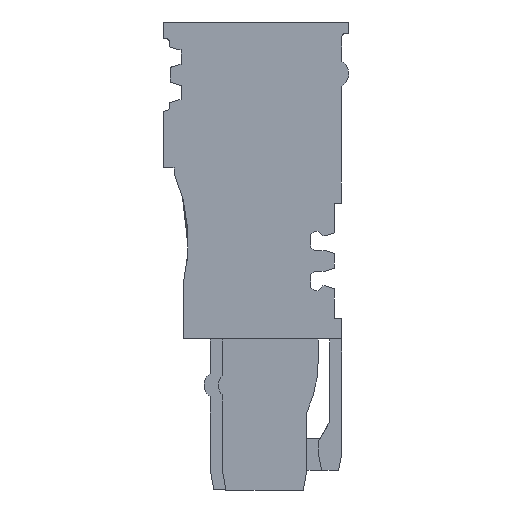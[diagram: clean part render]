
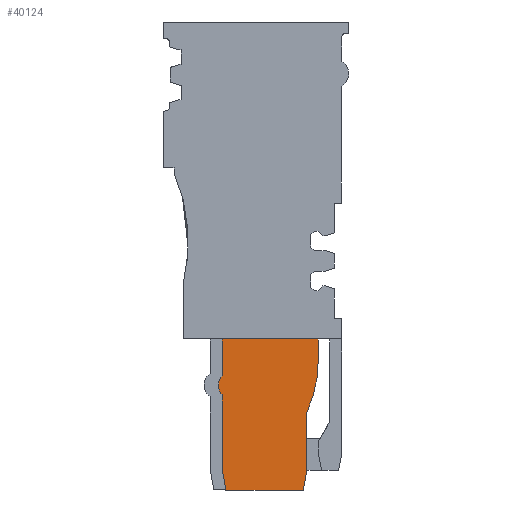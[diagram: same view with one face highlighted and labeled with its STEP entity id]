
A CAD part, left-side view. The second image highlights one B-rep face of the part: STEP entity #40124.
In plain terms, the highlighted planar face has unit normal (-1, 0, 0).
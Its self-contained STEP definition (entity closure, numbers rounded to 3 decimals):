
#40049=AXIS2_PLACEMENT_3D('Plane Axis2P3D',#40046,#40047,#40048) ;
#40062=AXIS2_PLACEMENT_3D('Circle Axis2P3D',#40060,#40061,$) ;
#40104=AXIS2_PLACEMENT_3D('Circle Axis2P3D',#40102,#40103,$) ;
#40015=CARTESIAN_POINT('Vertex',(0.7,2.65,13.15)) ;
#40020=CARTESIAN_POINT('Line Origine',(0.7,2.65,12.244)) ;
#40024=CARTESIAN_POINT('Vertex',(0.7,2.65,11.337)) ;
#40046=CARTESIAN_POINT('Axis2P3D Location',(0.7,13.686,11.345)) ;
#40051=CARTESIAN_POINT('Line Origine',(0.7,11.,11.561)) ;
#40055=CARTESIAN_POINT('Vertex',(0.7,11.,13.15)) ;
#40057=CARTESIAN_POINT('Vertex',(0.7,11.,9.972)) ;
#40060=CARTESIAN_POINT('Axis2P3D Location',(0.7,10.15,9.125)) ;
#40064=CARTESIAN_POINT('Vertex',(0.7,11.,8.278)) ;
#40067=CARTESIAN_POINT('Line Origine',(0.7,11.,4.972)) ;
#40071=CARTESIAN_POINT('Vertex',(0.7,11.,1.666)) ;
#40074=CARTESIAN_POINT('Line Origine',(0.7,10.853,0.833)) ;
#40078=CARTESIAN_POINT('Vertex',(0.7,10.706,0.)) ;
#40081=CARTESIAN_POINT('Line Origine',(0.7,7.328,0.)) ;
#40085=CARTESIAN_POINT('Vertex',(0.7,3.95,0.)) ;
#40088=CARTESIAN_POINT('Line Origine',(0.7,3.8,0.851)) ;
#40092=CARTESIAN_POINT('Vertex',(0.7,3.65,1.701)) ;
#40095=CARTESIAN_POINT('Line Origine',(0.7,3.65,4.228)) ;
#40099=CARTESIAN_POINT('Vertex',(0.7,3.65,6.755)) ;
#40102=CARTESIAN_POINT('Axis2P3D Location',(0.7,13.686,11.345)) ;
#40107=CARTESIAN_POINT('Line Origine',(0.7,6.825,13.15)) ;
#40021=DIRECTION('Vector Direction',(0.,0.,-1.)) ;
#40047=DIRECTION('Axis2P3D Direction',(1.,-0.,0.)) ;
#40048=DIRECTION('Axis2P3D XDirection',(0.,0.,-1.)) ;
#40052=DIRECTION('Vector Direction',(0.,0.,-1.)) ;
#40061=DIRECTION('Axis2P3D Direction',(1.,-0.,0.)) ;
#40068=DIRECTION('Vector Direction',(0.,0.,-1.)) ;
#40075=DIRECTION('Vector Direction',(0.,-0.174,-0.985)) ;
#40082=DIRECTION('Vector Direction',(0.,1.,0.)) ;
#40089=DIRECTION('Vector Direction',(0.,0.174,-0.985)) ;
#40096=DIRECTION('Vector Direction',(0.,0.,-1.)) ;
#40103=DIRECTION('Axis2P3D Direction',(1.,-0.,0.)) ;
#40108=DIRECTION('Vector Direction',(0.,1.,0.)) ;
#40022=VECTOR('Line Direction',#40021,1.) ;
#40053=VECTOR('Line Direction',#40052,1.) ;
#40069=VECTOR('Line Direction',#40068,1.) ;
#40076=VECTOR('Line Direction',#40075,1.) ;
#40083=VECTOR('Line Direction',#40082,1.) ;
#40090=VECTOR('Line Direction',#40089,1.) ;
#40097=VECTOR('Line Direction',#40096,1.) ;
#40109=VECTOR('Line Direction',#40108,1.) ;
#40113=ORIENTED_EDGE('',*,*,#40059,.T.) ;
#40114=ORIENTED_EDGE('',*,*,#40066,.F.) ;
#40115=ORIENTED_EDGE('',*,*,#40073,.T.) ;
#40116=ORIENTED_EDGE('',*,*,#40080,.T.) ;
#40117=ORIENTED_EDGE('',*,*,#40087,.F.) ;
#40118=ORIENTED_EDGE('',*,*,#40094,.F.) ;
#40119=ORIENTED_EDGE('',*,*,#40101,.F.) ;
#40120=ORIENTED_EDGE('',*,*,#40106,.F.) ;
#40121=ORIENTED_EDGE('',*,*,#40026,.F.) ;
#40122=ORIENTED_EDGE('',*,*,#40111,.T.) ;
#40124=ADVANCED_FACE('V2',(#40123),#40050,.F.) ;
#40063=CIRCLE('generated circle',#40062,1.2) ;
#40105=CIRCLE('generated circle',#40104,11.036) ;
#40026=EDGE_CURVE('',#40016,#40025,#40023,.T.) ;
#40059=EDGE_CURVE('',#40056,#40058,#40054,.T.) ;
#40066=EDGE_CURVE('',#40065,#40058,#40063,.T.) ;
#40073=EDGE_CURVE('',#40065,#40072,#40070,.T.) ;
#40080=EDGE_CURVE('',#40072,#40079,#40077,.T.) ;
#40087=EDGE_CURVE('',#40086,#40079,#40084,.T.) ;
#40094=EDGE_CURVE('',#40093,#40086,#40091,.T.) ;
#40101=EDGE_CURVE('',#40100,#40093,#40098,.T.) ;
#40106=EDGE_CURVE('',#40025,#40100,#40105,.T.) ;
#40111=EDGE_CURVE('',#40016,#40056,#40110,.T.) ;
#40112=EDGE_LOOP('',(#40113,#40114,#40115,#40116,#40117,#40118,#40119,#40120,#40121,#40122)) ;
#40123=FACE_OUTER_BOUND('',#40112,.T.) ;
#40023=LINE('Line',#40020,#40022) ;
#40054=LINE('Line',#40051,#40053) ;
#40070=LINE('Line',#40067,#40069) ;
#40077=LINE('Line',#40074,#40076) ;
#40084=LINE('Line',#40081,#40083) ;
#40091=LINE('Line',#40088,#40090) ;
#40098=LINE('Line',#40095,#40097) ;
#40110=LINE('Line',#40107,#40109) ;
#40050=PLANE('',#40049) ;
#40016=VERTEX_POINT('',#40015) ;
#40025=VERTEX_POINT('',#40024) ;
#40056=VERTEX_POINT('',#40055) ;
#40058=VERTEX_POINT('',#40057) ;
#40065=VERTEX_POINT('',#40064) ;
#40072=VERTEX_POINT('',#40071) ;
#40079=VERTEX_POINT('',#40078) ;
#40086=VERTEX_POINT('',#40085) ;
#40093=VERTEX_POINT('',#40092) ;
#40100=VERTEX_POINT('',#40099) ;
